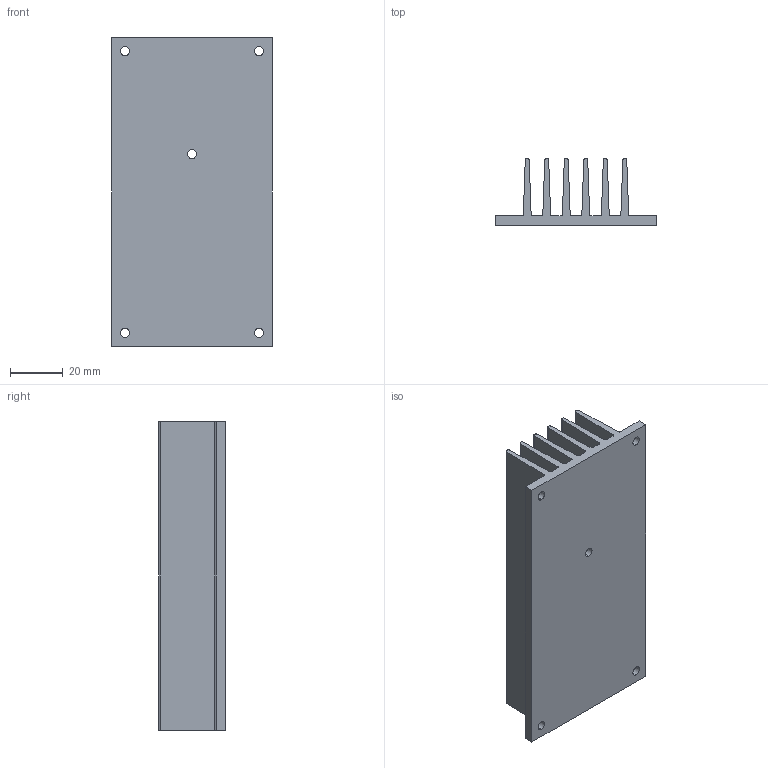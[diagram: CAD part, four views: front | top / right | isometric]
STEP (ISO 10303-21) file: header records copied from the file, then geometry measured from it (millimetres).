
FILE_DESCRIPTION (( 'STEP AP214' ), '1' );
FILE_NAME ('haf-10l_outline.STEP', '2020-07-13T05:26:59', ( '' ), ( '' ), 'SwSTEP 2.0', 'SolidWorks 2017', '' );
FILE_SCHEMA (( 'AUTOMOTIVE_DESIGN' ));
Length unit declared in the file: millimetre
Products named in the file (1): haf-10l_outline
Bounding box: 61 x 25.4 x 116.8 mm (x, y, z)
Volume: 58802.1 mm3; surface area: 45148.9 mm2
Topology: 1 solids, 1 shells, 129 faces, 350 edges, 232 vertices
Faces by surface type: plane 83, cylinder 32, bspline 14
Entity records: 6272 total; most frequent: CARTESIAN_POINT 1606, ORIENTED_EDGE 700, DIRECTION 620, EDGE_CURVE 350, LINE 256, VECTOR 256, VERTEX_POINT 232, AXIS2_PLACEMENT_3D 182
